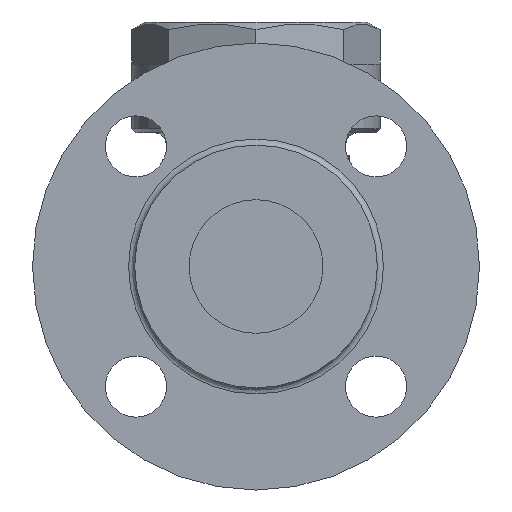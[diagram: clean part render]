
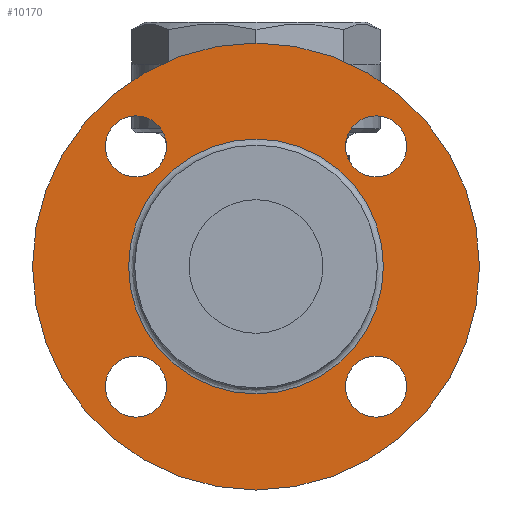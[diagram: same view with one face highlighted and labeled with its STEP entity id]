
A CAD part, left-side view. The second image highlights one B-rep face of the part: STEP entity #10170.
In plain terms, the highlighted planar face has unit normal (-1, 0, 0).
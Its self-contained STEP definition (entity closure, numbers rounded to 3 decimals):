
#10024=CARTESIAN_POINT('',(-98.4,0.,58.5));
#10025=VERTEX_POINT('',#10024);
#10026=CARTESIAN_POINT('',(-98.4,0.0,0.));
#10027=DIRECTION('',(1.0,0.0,0.0));
#10028=DIRECTION('',(0.0,0.0,-1.0));
#10029=AXIS2_PLACEMENT_3D('',#10026,#10027,#10028);
#10030=CIRCLE('',#10029,58.5);
#10031=EDGE_CURVE('',#10025,#10025,#10030,.T.);
#10092=CARTESIAN_POINT('',(-98.4,0.,33.35));
#10093=VERTEX_POINT('',#10092);
#10094=CARTESIAN_POINT('',(-98.4,0.0,0.));
#10095=DIRECTION('',(-1.0,0.0,0.0));
#10096=DIRECTION('',(0.0,0.0,-1.0));
#10097=AXIS2_PLACEMENT_3D('',#10094,#10095,#10096);
#10098=CIRCLE('',#10097,33.35);
#10099=EDGE_CURVE('',#10093,#10093,#10098,.T.);
#10115=CARTESIAN_POINT('',(-98.4,0.0,0.));
#10116=DIRECTION('',(1.0,0.0,0.0));
#10117=DIRECTION('',(0.0,0.0,-1.0));
#10118=AXIS2_PLACEMENT_3D('',#10115,#10116,#10117);
#10119=PLANE('',#10118);
#10120=ORIENTED_EDGE('',*,*,#10031,.F.);
#10121=EDGE_LOOP('',(#10120));
#10122=FACE_OUTER_BOUND('',#10121,.T.);
#10123=CARTESIAN_POINT('',(-98.4,-31.431,39.431));
#10124=VERTEX_POINT('',#10123);
#10125=CARTESIAN_POINT('',(-98.4,-31.431,31.431));
#10126=DIRECTION('',(1.0,0.0,0.0));
#10127=DIRECTION('',(0.0,0.0,1.0));
#10128=AXIS2_PLACEMENT_3D('',#10125,#10126,#10127);
#10129=CIRCLE('',#10128,8.0);
#10130=EDGE_CURVE('',#10124,#10124,#10129,.T.);
#10131=ORIENTED_EDGE('',*,*,#10130,.T.);
#10132=EDGE_LOOP('',(#10131));
#10133=FACE_BOUND('',#10132,.T.);
#10134=CARTESIAN_POINT('',(-98.4,-39.431,-31.431));
#10135=VERTEX_POINT('',#10134);
#10136=CARTESIAN_POINT('',(-98.4,-31.431,-31.431));
#10137=DIRECTION('',(1.0,0.0,0.0));
#10138=DIRECTION('',(0.0,-1.0,0.0));
#10139=AXIS2_PLACEMENT_3D('',#10136,#10137,#10138);
#10140=CIRCLE('',#10139,8.0);
#10141=EDGE_CURVE('',#10135,#10135,#10140,.T.);
#10142=ORIENTED_EDGE('',*,*,#10141,.T.);
#10143=EDGE_LOOP('',(#10142));
#10144=FACE_BOUND('',#10143,.T.);
#10145=CARTESIAN_POINT('',(-98.4,31.431,-39.431));
#10146=VERTEX_POINT('',#10145);
#10147=CARTESIAN_POINT('',(-98.4,31.431,-31.431));
#10148=DIRECTION('',(1.0,0.0,0.0));
#10149=DIRECTION('',(0.0,0.0,-1.0));
#10150=AXIS2_PLACEMENT_3D('',#10147,#10148,#10149);
#10151=CIRCLE('',#10150,8.0);
#10152=EDGE_CURVE('',#10146,#10146,#10151,.T.);
#10153=ORIENTED_EDGE('',*,*,#10152,.T.);
#10154=EDGE_LOOP('',(#10153));
#10155=FACE_BOUND('',#10154,.T.);
#10156=CARTESIAN_POINT('',(-98.4,39.431,31.431));
#10157=VERTEX_POINT('',#10156);
#10158=CARTESIAN_POINT('',(-98.4,31.431,31.431));
#10159=DIRECTION('',(1.0,0.0,0.0));
#10160=DIRECTION('',(0.0,1.0,0.0));
#10161=AXIS2_PLACEMENT_3D('',#10158,#10159,#10160);
#10162=CIRCLE('',#10161,8.0);
#10163=EDGE_CURVE('',#10157,#10157,#10162,.T.);
#10164=ORIENTED_EDGE('',*,*,#10163,.T.);
#10165=EDGE_LOOP('',(#10164));
#10166=FACE_BOUND('',#10165,.T.);
#10167=ORIENTED_EDGE('',*,*,#10099,.F.);
#10168=EDGE_LOOP('',(#10167));
#10169=FACE_BOUND('',#10168,.T.);
#10170=ADVANCED_FACE('',(#10122,#10133,#10144,#10155,#10166,#10169),#10119,.F.);
